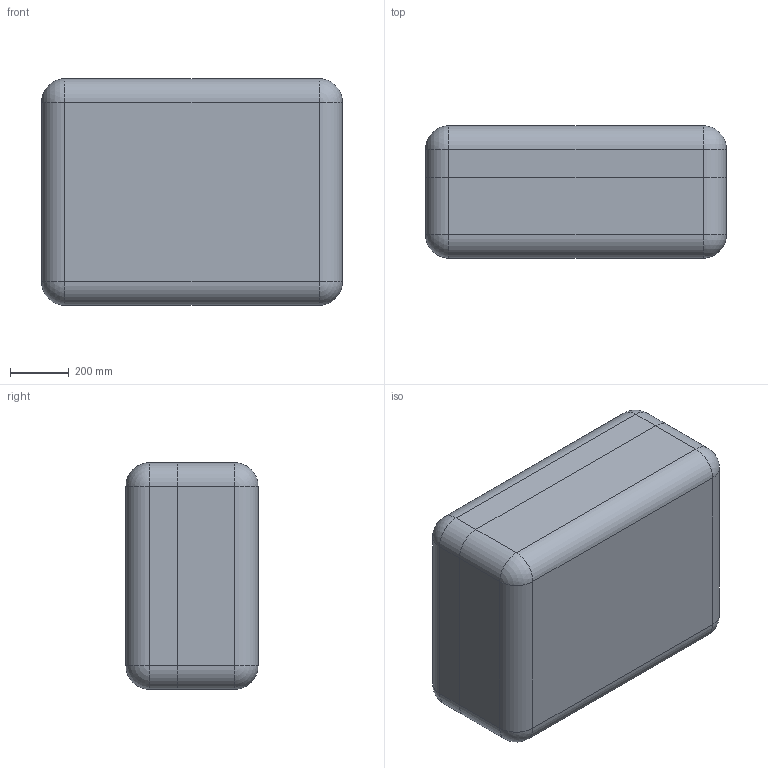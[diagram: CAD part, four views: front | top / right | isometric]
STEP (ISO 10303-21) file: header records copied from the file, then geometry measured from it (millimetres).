
FILE_DESCRIPTION (( 'STEP AP214' ), '1' );
FILE_NAME ('Òðàíñïîðòíûé êîíòåéíåð ÀÄÌÈÐÀË®ÏÐÎÔÅÑÑÈÎÍÀËÜÍÛÅ 188_óïðîùåííàÿ 3D-ìîäåëü.STEP', '2025-09-03T13:24:22', ( '' ), ( '' ), 'SwSTEP 2.0', 'SolidWorks 2021', '' );
FILE_SCHEMA (( 'AUTOMOTIVE_DESIGN' ));
Length unit declared in the file: millimetre
Products named in the file (3): Base_188 óïð; Òðàíñïîðòíûé êîíòåéíåð ÀÄÌÈÐÀË®ÏÐÎÔÅÑÑÈÎÍÀËÜÍÛÅ 188_óïðîùåííàÿ 3D-ìîäåëü; LId_188 óïð
Assembly tree (2 placements, depth 2):
  Òðàíñïîðòíûé êîíòåéíåð ÀÄÌÈÐÀË®ÏÐÎÔÅÑÑÈÎÍÀËÜÍÛÅ 188_óïðîùåííàÿ 3D-ìîäåëü
    Base_188 óïð
    LId_188 óïð
Bounding box: 1027.26 x 451.23 x 773.42 mm (x, y, z)
Volume: 145427913.2 mm3; surface area: 6758990.1 mm2
Topology: 2 solids, 2 shells, 1948 faces, 4856 edges, 2788 vertices
Faces by surface type: cylinder 780, bspline 440, plane 364, torus 292, sphere 40, cone 32
Entity records: 96792 total; most frequent: CARTESIAN_POINT 54035, ORIENTED_EDGE 9456, DIRECTION 8622, EDGE_CURVE 4728, AXIS2_PLACEMENT_3D 3417, VERTEX_POINT 2788, EDGE_LOOP 1968, ADVANCED_FACE 1948
